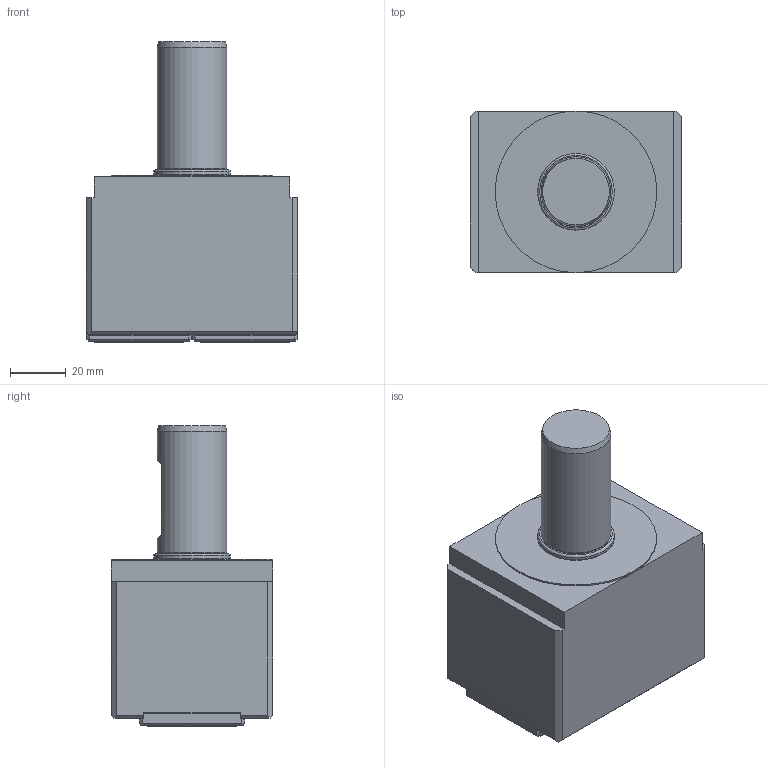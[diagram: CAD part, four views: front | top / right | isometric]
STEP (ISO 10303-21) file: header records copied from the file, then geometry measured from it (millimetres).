
FILE_DESCRIPTION(/* description */ (''),/* implementation_level */ '2;1');
FILE_NAME(/* name */ '1617968752942.stp',/* time_stamp */ '2021-04-09T13:45:58+02:00',/* author */ (''),/* organization */ ('SMS'),/* preprocessor_version */ 'ST-DEVELOPER v16.7',/* originating_system */ 'SIEMENS PLM Software NX 12.0',/* authorisation */ '');
FILE_SCHEMA (('AUTOMOTIVE_DESIGN { 1 0 10303 214 3 1 1 1 }'));
Length unit declared in the file: millimetre
Products named in the file (1): 203469601mod000_00
Bounding box: 76 x 58 x 108 mm (x, y, z)
Volume: 264879.7 mm3; surface area: 32975.6 mm2
Topology: 1 solids, 1 shells, 144 faces, 398 edges, 266 vertices
Faces by surface type: plane 115, cylinder 19, torus 6, bspline 2, cone 2
Full cylindrical faces by diameter (mm): 2 x2, 25 x1, 27.5 x1, 58 x1
Entity records: 4877 total; most frequent: CARTESIAN_POINT 1240, ORIENTED_EDGE 742, DIRECTION 712, EDGE_CURVE 371, LINE 264, VECTOR 264, VERTEX_POINT 251, AXIS2_PLACEMENT_3D 224
